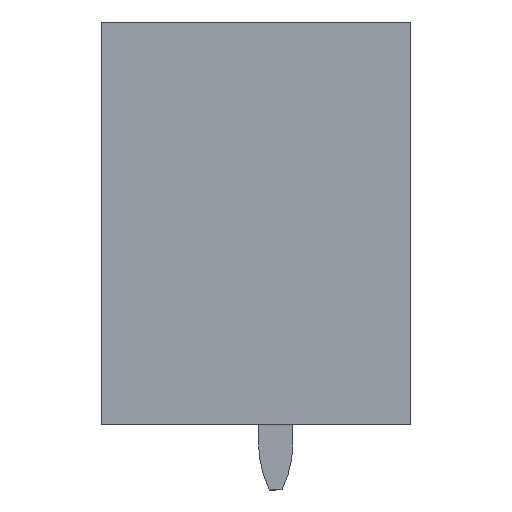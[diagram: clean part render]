
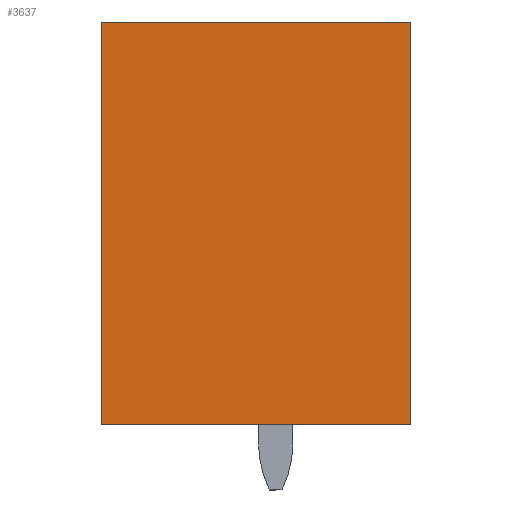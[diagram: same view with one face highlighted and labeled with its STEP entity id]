
A CAD part, left-side view. The second image highlights one B-rep face of the part: STEP entity #3637.
In plain terms, the highlighted planar face has unit normal (-1, 0, 0).
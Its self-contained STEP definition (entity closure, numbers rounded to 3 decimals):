
#3624=AXIS2_PLACEMENT_3D('Plane Axis2P3D',#3621,#3622,#3623) ;
#40=CARTESIAN_POINT('Vertex',(0.,0.,10.7)) ;
#45=CARTESIAN_POINT('Line Origine',(0.,0.,6.1)) ;
#49=CARTESIAN_POINT('Vertex',(0.,0.,1.5)) ;
#932=CARTESIAN_POINT('Vertex',(0.,7.07,10.7)) ;
#935=CARTESIAN_POINT('Line Origine',(0.,3.535,10.7)) ;
#3513=CARTESIAN_POINT('Vertex',(0.,7.07,1.5)) ;
#3516=CARTESIAN_POINT('Line Origine',(0.,7.07,6.1)) ;
#3621=CARTESIAN_POINT('Axis2P3D Location',(0.,0.,0.)) ;
#3626=CARTESIAN_POINT('Line Origine',(0.,3.535,1.5)) ;
#46=DIRECTION('Vector Direction',(0.,0.,-1.)) ;
#936=DIRECTION('Vector Direction',(0.,-1.,0.)) ;
#3517=DIRECTION('Vector Direction',(0.,0.,1.)) ;
#3622=DIRECTION('Axis2P3D Direction',(-1.,0.,0.)) ;
#3623=DIRECTION('Axis2P3D XDirection',(0.,0.,1.)) ;
#3627=DIRECTION('Vector Direction',(0.,1.,0.)) ;
#47=VECTOR('Line Direction',#46,1.) ;
#937=VECTOR('Line Direction',#936,1.) ;
#3518=VECTOR('Line Direction',#3517,1.) ;
#3628=VECTOR('Line Direction',#3627,1.) ;
#3632=ORIENTED_EDGE('',*,*,#3630,.T.) ;
#3633=ORIENTED_EDGE('',*,*,#51,.T.) ;
#3634=ORIENTED_EDGE('',*,*,#939,.T.) ;
#3635=ORIENTED_EDGE('',*,*,#3520,.T.) ;
#3637=ADVANCED_FACE('HOUSING',(#3636),#3625,.T.) ;
#51=EDGE_CURVE('',#50,#41,#48,.F.) ;
#939=EDGE_CURVE('',#41,#933,#938,.F.) ;
#3520=EDGE_CURVE('',#933,#3514,#3519,.F.) ;
#3630=EDGE_CURVE('',#3514,#50,#3629,.F.) ;
#3631=EDGE_LOOP('',(#3632,#3633,#3634,#3635)) ;
#3636=FACE_OUTER_BOUND('',#3631,.T.) ;
#48=LINE('Line',#45,#47) ;
#938=LINE('Line',#935,#937) ;
#3519=LINE('Line',#3516,#3518) ;
#3629=LINE('Line',#3626,#3628) ;
#3625=PLANE('',#3624) ;
#41=VERTEX_POINT('',#40) ;
#50=VERTEX_POINT('',#49) ;
#933=VERTEX_POINT('',#932) ;
#3514=VERTEX_POINT('',#3513) ;
